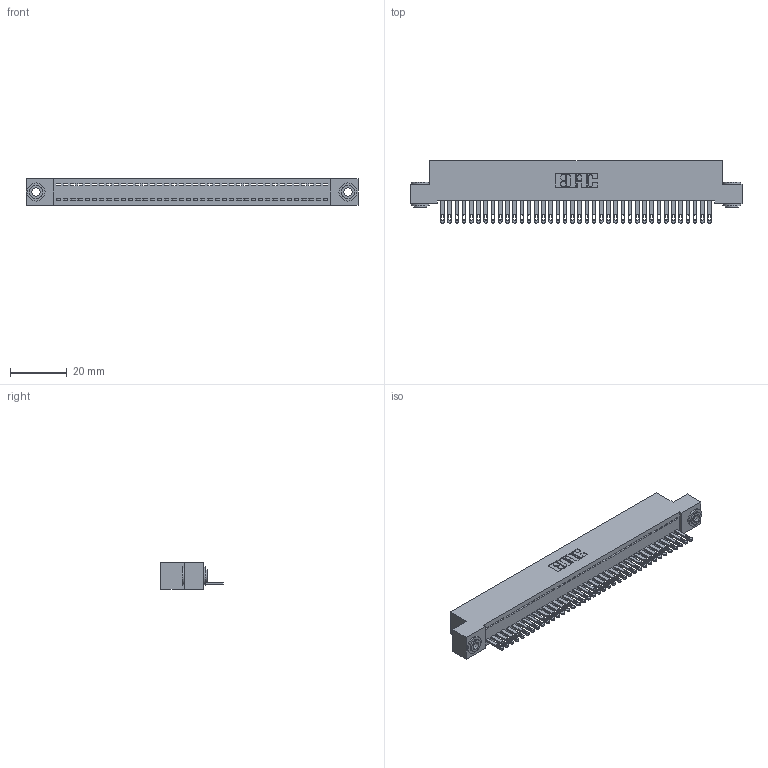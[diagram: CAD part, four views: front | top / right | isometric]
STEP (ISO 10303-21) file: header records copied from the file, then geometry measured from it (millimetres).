
FILE_DESCRIPTION (( 'STEP AP203' ), '1' );
FILE_NAME ('342-038-500-103.STEP', '2019-10-02T14:19:46', ( '' ), ( '' ), 'SwSTEP 2.0', 'SolidWorks 2016', '' );
FILE_SCHEMA (( 'CONFIG_CONTROL_DESIGN' ));
Length unit declared in the file: inch
Products named in the file (4): 342 Part_.156 TH; 345-292-001_345-293-100; 342-250-002_345-250-002-102; 342-038-500-103
Assembly tree (41 placements, depth 2):
  342-038-500-103
    342 Part_.156 TH
    345-292-001_345-293-100  x38
    342-250-002_345-250-002-102  x2
Bounding box: 116.84 x 21.85 x 9.4 mm (x, y, z)
Volume: 10276.1 mm3; surface area: 15316.3 mm2
Topology: 41 solids, 41 shells, 2200 faces, 6759 edges, 4502 vertices
Faces by surface type: plane 1444, cylinder 748, cone 8
Entity records: 24196 total; most frequent: CARTESIAN_POINT 4151, ORIENTED_EDGE 4118, DIRECTION 3545, EDGE_CURVE 2059, VECTOR 1903, LINE 1903, VERTEX_POINT 1370, AXIS2_PLACEMENT_3D 821
